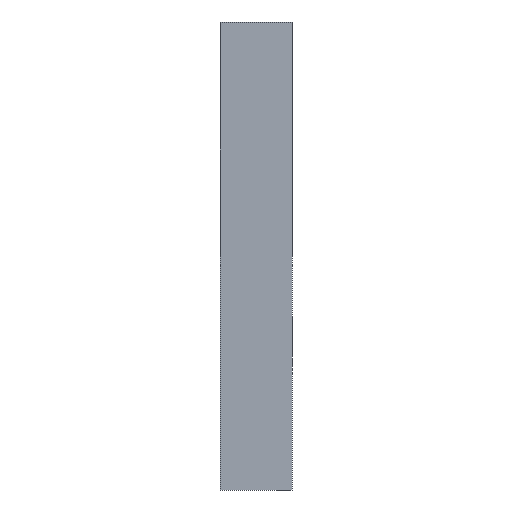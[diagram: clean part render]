
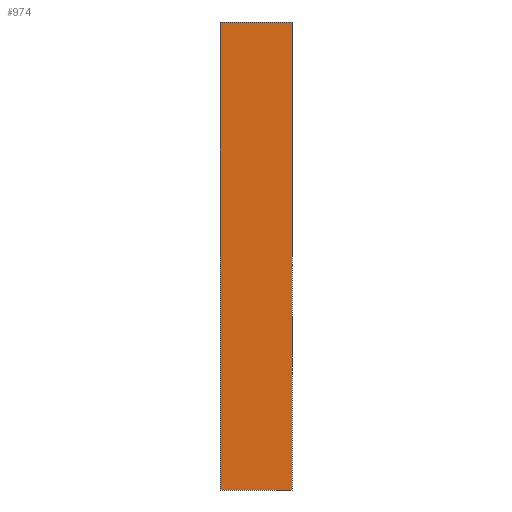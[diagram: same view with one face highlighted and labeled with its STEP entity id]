
A CAD part, front view. The second image highlights one B-rep face of the part: STEP entity #974.
In plain terms, the highlighted planar face has unit normal (0, -1, 0).
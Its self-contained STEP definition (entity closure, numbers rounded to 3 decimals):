
#33=LINE('',#1547,#85);
#42=LINE('',#1573,#94);
#47=LINE('',#1590,#99);
#48=LINE('',#1632,#100);
#85=VECTOR('',#1244,10.);
#94=VECTOR('',#1265,10.);
#99=VECTOR('',#1284,10.);
#100=VECTOR('',#1327,10.);
#199=FACE_OUTER_BOUND('',#275,.T.);
#275=EDGE_LOOP('',(#750,#751,#752,#753));
#420=VERTEX_POINT('',#1544);
#421=VERTEX_POINT('',#1546);
#431=VERTEX_POINT('',#1570);
#432=VERTEX_POINT('',#1572);
#529=EDGE_CURVE('',#420,#421,#33,.T.);
#542=EDGE_CURVE('',#431,#432,#42,.T.);
#551=EDGE_CURVE('',#420,#432,#47,.T.);
#572=EDGE_CURVE('',#421,#431,#48,.T.);
#750=ORIENTED_EDGE('',*,*,#572,.F.);
#751=ORIENTED_EDGE('',*,*,#529,.F.);
#752=ORIENTED_EDGE('',*,*,#551,.T.);
#753=ORIENTED_EDGE('',*,*,#542,.F.);
#897=PLANE('',#1094);
#974=ADVANCED_FACE('',(#199),#897,.T.);
#1094=AXIS2_PLACEMENT_3D('',#1631,#1325,#1326);
#1244=DIRECTION('',(1.,0.,0.));
#1265=DIRECTION('',(-1.,0.,0.));
#1284=DIRECTION('',(0.,0.,-1.));
#1325=DIRECTION('center_axis',(0.,-1.,0.));
#1326=DIRECTION('ref_axis',(1.,0.,0.));
#1327=DIRECTION('',(0.,0.,-1.));
#1544=CARTESIAN_POINT('',(67.,35.495,32.5));
#1546=CARTESIAN_POINT('',(77.,35.495,32.5));
#1547=CARTESIAN_POINT('',(77.,35.495,32.5));
#1570=CARTESIAN_POINT('',(77.,35.495,-32.5));
#1572=CARTESIAN_POINT('',(67.,35.495,-32.5));
#1573=CARTESIAN_POINT('',(77.,35.495,-32.5));
#1590=CARTESIAN_POINT('',(67.,35.495,0.));
#1631=CARTESIAN_POINT('Origin',(67.,35.495,0.));
#1632=CARTESIAN_POINT('',(77.,35.495,0.));
